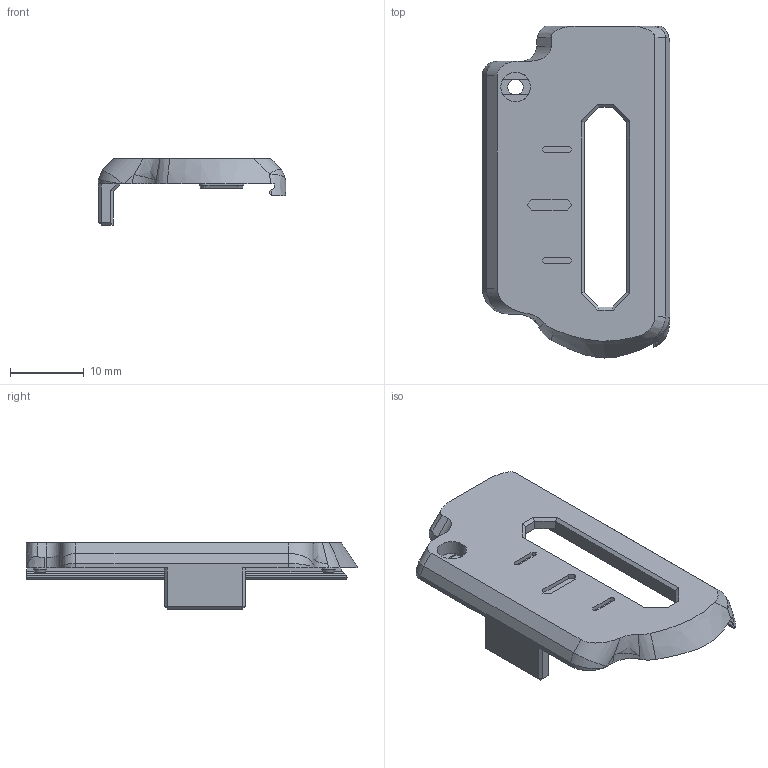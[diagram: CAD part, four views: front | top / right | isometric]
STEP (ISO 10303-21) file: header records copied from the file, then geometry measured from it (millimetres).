
FILE_DESCRIPTION(/* description */ (''),/* implementation_level */ '2;1');
FILE_NAME(/* name */ 'Stumpy PSF MK II Lid.step',/* time_stamp */ '2026-01-08T14:37:33+13:00',/* author */ (''),/* organization */ (''),/* preprocessor_version */ 'ST-DEVELOPER v20.1',/* originating_system */ 'Autodesk Translation Framework v14.21.0.0',/* authorisation */ '');
FILE_SCHEMA (('AUTOMOTIVE_DESIGN { 1 0 10303 214 3 1 1 }'));
Length unit declared in the file: millimetre
Products named in the file (1): Stumpy PSF MK II Case
Bounding box: 25.32 x 44.87 x 8.97 mm (x, y, z)
Volume: 2742.5 mm3; surface area: 2701.3 mm2
Topology: 1 solids, 1 shells, 140 faces, 357 edges, 227 vertices
Faces by surface type: plane 105, cylinder 18, bspline 11, cone 6
Full cylindrical faces by diameter (mm): 2.1 x1, 4 x1
Entity records: 4528 total; most frequent: CARTESIAN_POINT 1224, ORIENTED_EDGE 714, DIRECTION 603, EDGE_CURVE 357, LINE 255, VECTOR 255, VERTEX_POINT 227, AXIS2_PLACEMENT_3D 174
